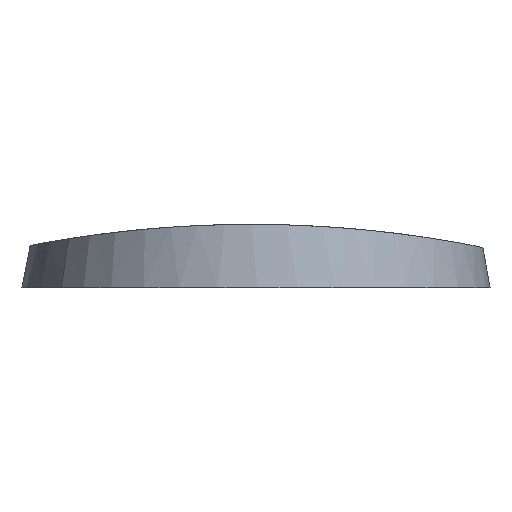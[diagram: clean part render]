
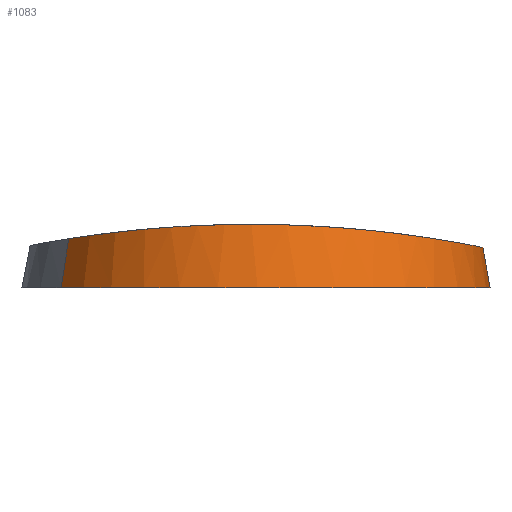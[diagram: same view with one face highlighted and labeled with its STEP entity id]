
A CAD part, left-side view. The second image highlights one B-rep face of the part: STEP entity #1083.
In plain terms, the highlighted conical face has half-angle 10 degrees and reference radius 11.75 mm.
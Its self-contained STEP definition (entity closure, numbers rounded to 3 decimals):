
#30=CIRCLE('',#1176,11.75);
#37=CONICAL_SURFACE('',#1175,11.75,0.175);
#62=LINE('',#1822,#176);
#80=LINE('',#1976,#194);
#176=VECTOR('',#1252,10.);
#194=VECTOR('',#1298,10.);
#350=FACE_OUTER_BOUND('',#411,.T.);
#411=EDGE_LOOP('',(#818,#819,#820,#821,#822));
#473=B_SPLINE_CURVE_WITH_KNOTS('',3,(#1909,#1910,#1911,#1912,#1913,#1914,
#1915,#1916),.UNSPECIFIED.,.F.,.F.,(4,2,2,4),(3.957,4.258,
4.683,5.057),.UNSPECIFIED.);
#474=B_SPLINE_CURVE_WITH_KNOTS('',3,(#1918,#1919,#1920,#1921,#1922,#1923,
#1924,#1925,#1926,#1927,#1928,#1929),.UNSPECIFIED.,.F.,.F.,(4,2,2,2,2,4),
(5.057,5.107,5.532,5.958,6.385,
6.795),.UNSPECIFIED.);
#487=VERTEX_POINT('',#1819);
#488=VERTEX_POINT('',#1821);
#502=VERTEX_POINT('',#1908);
#503=VERTEX_POINT('',#1917);
#513=VERTEX_POINT('',#1975);
#597=EDGE_CURVE('',#487,#488,#62,.T.);
#612=EDGE_CURVE('',#488,#502,#473,.T.);
#613=EDGE_CURVE('',#502,#503,#474,.T.);
#631=EDGE_CURVE('',#513,#503,#80,.T.);
#635=EDGE_CURVE('',#487,#513,#30,.T.);
#818=ORIENTED_EDGE('',*,*,#613,.F.);
#819=ORIENTED_EDGE('',*,*,#612,.F.);
#820=ORIENTED_EDGE('',*,*,#597,.F.);
#821=ORIENTED_EDGE('',*,*,#635,.T.);
#822=ORIENTED_EDGE('',*,*,#631,.T.);
#1083=ADVANCED_FACE('',(#350),#37,.T.);
#1175=AXIS2_PLACEMENT_3D('',#1982,#1306,#1307);
#1176=AXIS2_PLACEMENT_3D('',#1983,#1308,#1309);
#1252=DIRECTION('',(0.084,-0.152,0.985));
#1298=DIRECTION('',(0.003,0.174,0.985));
#1306=DIRECTION('center_axis',(0.,0.,-1.));
#1307=DIRECTION('ref_axis',(-0.486,0.874,0.));
#1308=DIRECTION('center_axis',(0.,0.,1.));
#1309=DIRECTION('ref_axis',(-0.486,0.874,0.));
#1819=CARTESIAN_POINT('',(9.791,-5.837,1.75));
#1821=CARTESIAN_POINT('',(10.006,-6.224,4.262));
#1822=CARTESIAN_POINT('',(9.791,-5.837,1.75));
#1908=CARTESIAN_POINT('',(4.334,-15.607,5.));
#1909=CARTESIAN_POINT('Ctrl Pts',(10.006,-6.224,4.262));
#1910=CARTESIAN_POINT('Ctrl Pts',(9.09,-6.75,4.345));
#1911=CARTESIAN_POINT('Ctrl Pts',(8.261,-7.405,4.441));
#1912=CARTESIAN_POINT('Ctrl Pts',(6.58,-9.129,4.658));
#1913=CARTESIAN_POINT('Ctrl Pts',(5.73,-10.401,4.79));
#1914=CARTESIAN_POINT('Ctrl Pts',(4.668,-13.02,4.957));
#1915=CARTESIAN_POINT('Ctrl Pts',(4.391,-14.341,5.));
#1916=CARTESIAN_POINT('Ctrl Pts',(4.334,-15.607,5.));
#1917=CARTESIAN_POINT('',(15.325,-27.492,3.811));
#1918=CARTESIAN_POINT('Ctrl Pts',(4.334,-15.607,5.));
#1919=CARTESIAN_POINT('Ctrl Pts',(4.327,-15.775,5.));
#1920=CARTESIAN_POINT('Ctrl Pts',(4.323,-15.941,4.999));
#1921=CARTESIAN_POINT('Ctrl Pts',(4.321,-17.525,4.986));
#1922=CARTESIAN_POINT('Ctrl Pts',(4.595,-19.038,4.918));
#1923=CARTESIAN_POINT('Ctrl Pts',(5.718,-21.826,4.693));
#1924=CARTESIAN_POINT('Ctrl Pts',(6.566,-23.102,4.539));
#1925=CARTESIAN_POINT('Ctrl Pts',(8.536,-25.13,4.248));
#1926=CARTESIAN_POINT('Ctrl Pts',(9.793,-26.018,4.093));
#1927=CARTESIAN_POINT('Ctrl Pts',(12.506,-27.175,3.877));
#1928=CARTESIAN_POINT('Ctrl Pts',(13.952,-27.47,3.815));
#1929=CARTESIAN_POINT('Ctrl Pts',(15.325,-27.492,3.811));
#1975=CARTESIAN_POINT('',(15.32,-27.856,1.75));
#1976=CARTESIAN_POINT('',(15.32,-27.856,1.75));
#1982=CARTESIAN_POINT('Origin',(15.5,-16.107,1.75));
#1983=CARTESIAN_POINT('Origin',(15.5,-16.107,1.75));
